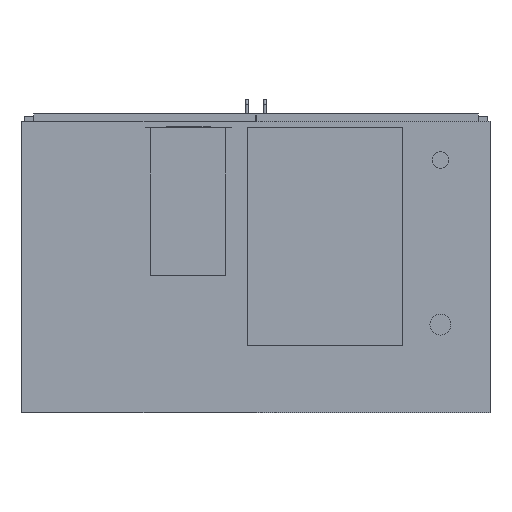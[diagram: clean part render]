
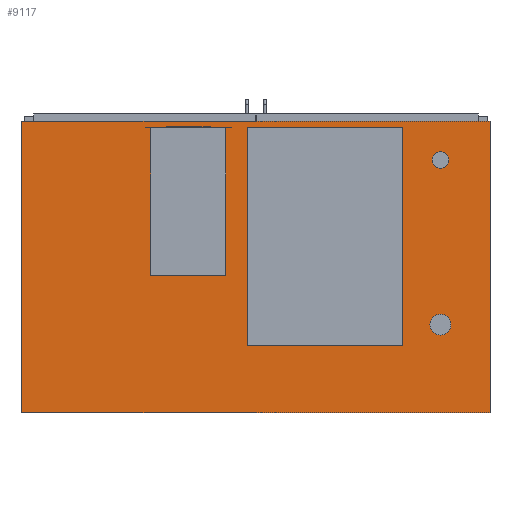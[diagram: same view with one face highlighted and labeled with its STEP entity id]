
A CAD part, front view. The second image highlights one B-rep face of the part: STEP entity #9117.
In plain terms, the highlighted planar face has unit normal (0, -1, 0).
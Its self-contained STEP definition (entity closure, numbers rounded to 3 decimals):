
#90=FACE_BOUND('',#953,.T.);
#91=FACE_BOUND('',#954,.T.);
#110=CIRCLE('',#9747,20.);
#112=CIRCLE('',#9751,25.);
#387=FACE_OUTER_BOUND('',#952,.T.);
#952=EDGE_LOOP('',(#6081,#6082,#6083,#6084));
#953=EDGE_LOOP('',(#6085));
#954=EDGE_LOOP('',(#6086));
#1546=LINE('',#13104,#2706);
#1548=LINE('',#13108,#2708);
#1550=LINE('',#13112,#2710);
#1552=LINE('',#13115,#2712);
#2706=VECTOR('',#10522,10.);
#2708=VECTOR('',#10526,10.);
#2710=VECTOR('',#10530,10.);
#2712=VECTOR('',#10534,10.);
#3844=VERTEX_POINT('',#13055);
#3846=VERTEX_POINT('',#13062);
#3859=VERTEX_POINT('',#13101);
#3860=VERTEX_POINT('',#13103);
#3861=VERTEX_POINT('',#13107);
#3862=VERTEX_POINT('',#13111);
#4713=EDGE_CURVE('',#3844,#3844,#110,.T.);
#4716=EDGE_CURVE('',#3846,#3846,#112,.T.);
#4734=EDGE_CURVE('',#3860,#3859,#1546,.T.);
#4736=EDGE_CURVE('',#3861,#3860,#1548,.T.);
#4738=EDGE_CURVE('',#3862,#3861,#1550,.T.);
#4740=EDGE_CURVE('',#3859,#3862,#1552,.T.);
#6081=ORIENTED_EDGE('',*,*,#4740,.T.);
#6082=ORIENTED_EDGE('',*,*,#4738,.T.);
#6083=ORIENTED_EDGE('',*,*,#4736,.T.);
#6084=ORIENTED_EDGE('',*,*,#4734,.T.);
#6085=ORIENTED_EDGE('',*,*,#4713,.T.);
#6086=ORIENTED_EDGE('',*,*,#4716,.T.);
#8629=PLANE('',#9763);
#9117=ADVANCED_FACE('',(#387,#90,#91),#8629,.T.);
#9747=AXIS2_PLACEMENT_3D('',#13057,#10478,#10479);
#9751=AXIS2_PLACEMENT_3D('',#13064,#10487,#10488);
#9763=AXIS2_PLACEMENT_3D('',#13116,#10535,#10536);
#10478=DIRECTION('center_axis',(0.,1.,0.));
#10479=DIRECTION('ref_axis',(1.,0.,0.));
#10487=DIRECTION('center_axis',(0.,1.,0.));
#10488=DIRECTION('ref_axis',(1.,0.,0.));
#10522=DIRECTION('',(-1.,0.,0.));
#10526=DIRECTION('',(0.,0.,1.));
#10530=DIRECTION('',(1.,0.,0.));
#10534=DIRECTION('',(0.,0.,-1.));
#10535=DIRECTION('center_axis',(0.,-1.,0.));
#10536=DIRECTION('ref_axis',(0.,0.,-1.));
#13055=CARTESIAN_POINT('',(419.5,-370.,254.5));
#13057=CARTESIAN_POINT('Origin',(439.5,-370.,254.5));
#13062=CARTESIAN_POINT('',(414.5,-370.,-137.5));
#13064=CARTESIAN_POINT('Origin',(439.5,-370.,-137.5));
#13101=CARTESIAN_POINT('',(-557.5,-370.,347.5));
#13103=CARTESIAN_POINT('',(557.5,-370.,347.5));
#13104=CARTESIAN_POINT('',(-557.5,-370.,347.5));
#13107=CARTESIAN_POINT('',(557.5,-370.,-347.5));
#13108=CARTESIAN_POINT('',(557.5,-370.,347.5));
#13111=CARTESIAN_POINT('',(-557.5,-370.,-347.5));
#13112=CARTESIAN_POINT('',(557.5,-370.,-347.5));
#13115=CARTESIAN_POINT('',(-557.5,-370.,-347.5));
#13116=CARTESIAN_POINT('Origin',(0.,-370.,0.));
